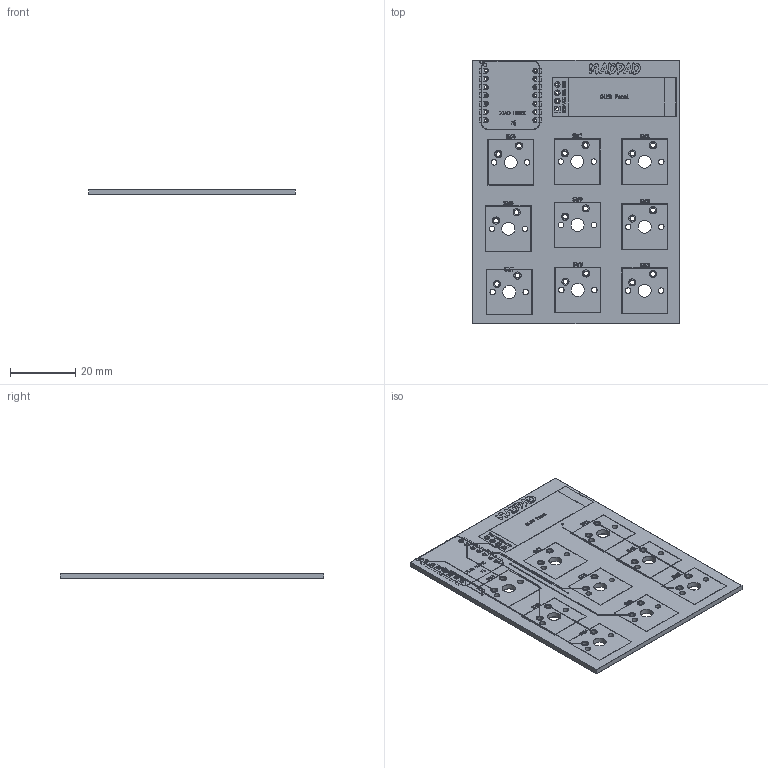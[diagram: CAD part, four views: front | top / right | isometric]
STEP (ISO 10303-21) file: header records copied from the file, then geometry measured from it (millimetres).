
FILE_DESCRIPTION(('KiCad electronic assembly'),'2;1');
FILE_NAME('MADPAD.step','2026-02-02T14:25:03',('Pcbnew'),('Kicad'), 'Open CASCADE STEP processor 7.9','KiCad to STEP converter','Unknown' );
FILE_SCHEMA(('AUTOMOTIVE_DESIGN { 1 0 10303 214 1 1 1 1 }'));
Length unit declared in the file: millimetre
Products named in the file (7): MADPAD 1; MADPAD_copper; MADPAD_silkscreen; MADPAD_soldermask; MADPAD_PCB
Assembly tree (6 placements, depth 2):
  MADPAD 1
    MADPAD_copper
    MADPAD_silkscreen
    MADPAD_silkscreen
    MADPAD_soldermask
    MADPAD_soldermask
    MADPAD_PCB
Bounding box: 63.41 x 81.02 x 1.66 mm (x, y, z)
Volume: 7475.6 mm3; surface area: 21846.6 mm2
Topology: 16 solids, 96 shells, 830 faces, 4598 edges, 3962 vertices
Faces by surface type: plane 543, cylinder 287
Full cylindrical faces by diameter (mm): 0.3 x10, 0.839 x14, 0.889 x28, 0.95 x4, 1 x8, 1.45 x18, 1.5 x36, 1.524 x15, 1.7 x24, 2.2 x36, 4 x9
Entity records: 47395 total; most frequent: CARTESIAN_POINT 9397, DIRECTION 7515, ORIENTED_EDGE 6506, EDGE_CURVE 4598, VERTEX_POINT 3962, LINE 3355, VECTOR 3355, AXIS2_PLACEMENT_3D 2080
